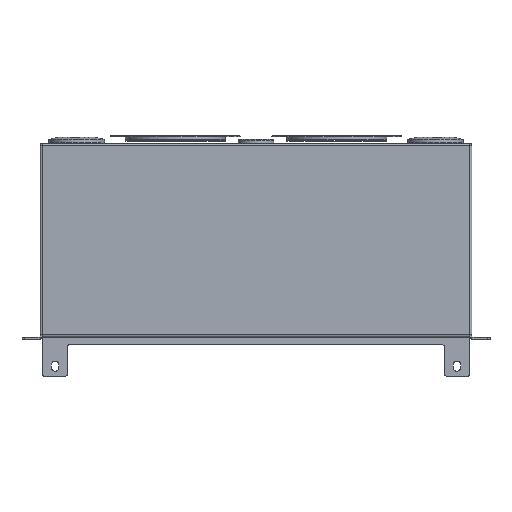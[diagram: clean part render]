
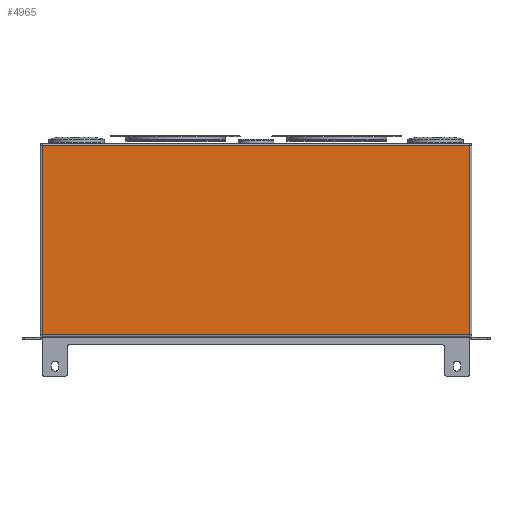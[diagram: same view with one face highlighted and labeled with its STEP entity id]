
A CAD part, front view. The second image highlights one B-rep face of the part: STEP entity #4965.
In plain terms, the highlighted planar face has unit normal (0, 1, 0).
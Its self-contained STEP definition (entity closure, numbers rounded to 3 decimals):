
#221 = EDGE_CURVE ( 'NONE', #26664, #6326, #5400, .T. ) ;
#2012 = DIRECTION ( 'NONE',  ( 1., 0., 0. ) ) ;
#2049 = CARTESIAN_POINT ( 'NONE',  ( 0., 0., 0. ) ) ;
#3169 = EDGE_CURVE ( 'NONE', #5355, #3891, #6470, .T. ) ;
#3501 = EDGE_CURVE ( 'NONE', #11815, #20398, #15750, .T. ) ;
#3744 = EDGE_CURVE ( 'NONE', #3891, #26664, #23050, .T. ) ;
#3891 = VERTEX_POINT ( 'NONE', #28934 ) ;
#4286 = ORIENTED_EDGE ( 'NONE', *, *, #221, .T. ) ;
#4965 = ADVANCED_FACE ( 'NONE', ( #22117 ), #9105, .T. ) ;
#5210 = CARTESIAN_POINT ( 'NONE',  ( -168.2, 0., 0. ) ) ;
#5355 = VERTEX_POINT ( 'NONE', #26319 ) ;
#5400 = LINE ( 'NONE', #6208, #5441 ) ;
#5441 = VECTOR ( 'NONE', #28487, 1000. ) ;
#5825 = AXIS2_PLACEMENT_3D ( 'NONE', #8658, #8640, #8636 ) ;
#5932 = EDGE_CURVE ( 'NONE', #6326, #11815, #28856, .T. ) ;
#6208 = CARTESIAN_POINT ( 'NONE',  ( -168.2, 0., 0. ) ) ;
#6326 = VERTEX_POINT ( 'NONE', #5210 ) ;
#6400 = VECTOR ( 'NONE', #7419, 1000. ) ;
#6470 = LINE ( 'NONE', #6481, #6400 ) ;
#6481 = CARTESIAN_POINT ( 'NONE',  ( 168.2, 0., 0. ) ) ;
#7419 = DIRECTION ( 'NONE',  ( 0., 0., -1. ) ) ;
#7509 = EDGE_CURVE ( 'NONE', #20398, #5355, #21502, .T. ) ;
#8616 = DIRECTION ( 'NONE',  ( 1., 0., 0. ) ) ;
#8636 = DIRECTION ( 'NONE',  ( 0., 0., 1. ) ) ;
#8640 = DIRECTION ( 'NONE',  ( 0., 1., 0. ) ) ;
#8658 = CARTESIAN_POINT ( 'NONE',  ( 0., 0., 0. ) ) ;
#9105 = PLANE ( 'NONE',  #5825 ) ;
#9931 = CARTESIAN_POINT ( 'NONE',  ( -168.1, 0., 0. ) ) ;
#10463 = DIRECTION ( 'NONE',  ( -1., 0., 0. ) ) ;
#11439 = CARTESIAN_POINT ( 'NONE',  ( 0., 0., 0. ) ) ;
#11815 = VERTEX_POINT ( 'NONE', #9931 ) ;
#13561 = ORIENTED_EDGE ( 'NONE', *, *, #3501, .T. ) ;
#13955 = CARTESIAN_POINT ( 'NONE',  ( 168.1, 0., 0. ) ) ;
#15231 = ORIENTED_EDGE ( 'NONE', *, *, #5932, .T. ) ;
#15750 = LINE ( 'NONE', #11439, #15883 ) ;
#15883 = VECTOR ( 'NONE', #8616, 1000. ) ;
#16030 = CARTESIAN_POINT ( 'NONE',  ( 0., 0., -149. ) ) ;
#16604 = EDGE_LOOP ( 'NONE', ( #19079, #28112, #4286, #15231, #13561, #29449 ) ) ;
#19079 = ORIENTED_EDGE ( 'NONE', *, *, #3169, .T. ) ;
#20398 = VERTEX_POINT ( 'NONE', #13955 ) ;
#21374 = VECTOR ( 'NONE', #22638, 1000. ) ;
#21502 = LINE ( 'NONE', #22195, #21374 ) ;
#22117 = FACE_OUTER_BOUND ( 'NONE', #16604, .T. ) ;
#22195 = CARTESIAN_POINT ( 'NONE',  ( 0., 0., 0. ) ) ;
#22638 = DIRECTION ( 'NONE',  ( 1., 0., 0. ) ) ;
#23020 = VECTOR ( 'NONE', #10463, 1000. ) ;
#23050 = LINE ( 'NONE', #16030, #23020 ) ;
#26319 = CARTESIAN_POINT ( 'NONE',  ( 168.2, 0., 0. ) ) ;
#26664 = VERTEX_POINT ( 'NONE', #26924 ) ;
#26924 = CARTESIAN_POINT ( 'NONE',  ( -168.2, 0., -149. ) ) ;
#28112 = ORIENTED_EDGE ( 'NONE', *, *, #3744, .T. ) ;
#28487 = DIRECTION ( 'NONE',  ( 0., 0., 1. ) ) ;
#28793 = VECTOR ( 'NONE', #2012, 1000. ) ;
#28856 = LINE ( 'NONE', #2049, #28793 ) ;
#28934 = CARTESIAN_POINT ( 'NONE',  ( 168.2, 0., -149. ) ) ;
#29449 = ORIENTED_EDGE ( 'NONE', *, *, #7509, .T. ) ;
